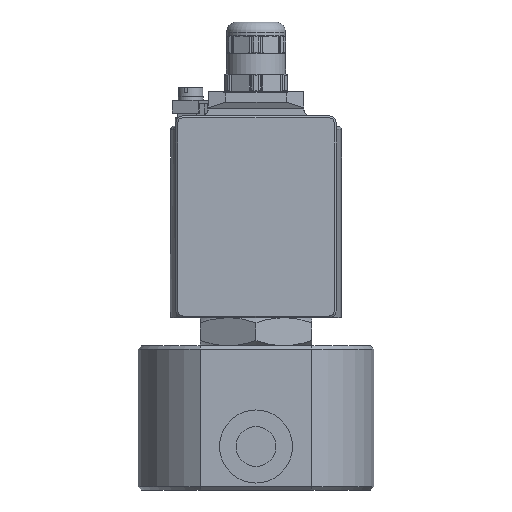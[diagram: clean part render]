
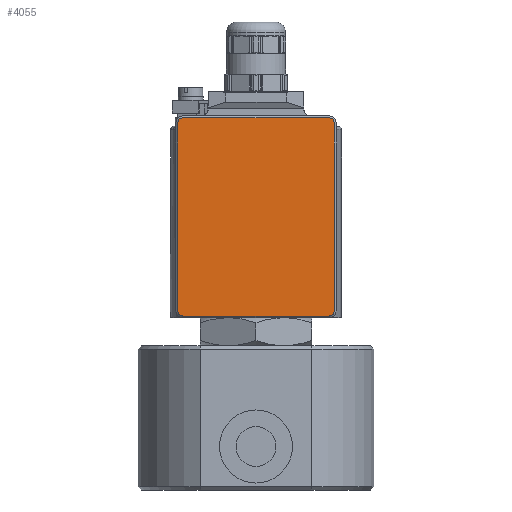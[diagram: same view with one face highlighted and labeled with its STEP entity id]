
A CAD part, front view. The second image highlights one B-rep face of the part: STEP entity #4055.
In plain terms, the highlighted planar face has unit normal (0, -1, 0).
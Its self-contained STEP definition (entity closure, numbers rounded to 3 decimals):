
#340=LINE('',#7783,#556);
#341=LINE('',#7787,#557);
#342=LINE('',#7791,#558);
#343=LINE('',#7795,#559);
#556=VECTOR('',#5387,54.);
#557=VECTOR('',#5390,42.);
#558=VECTOR('',#5393,54.);
#559=VECTOR('',#5396,42.);
#1026=PLANE('',#4438);
#1289=FACE_OUTER_BOUND('',#1560,.T.);
#1560=EDGE_LOOP('',(#3675,#3676,#3677,#3678,#3679,#3680,#3681,#3682));
#1718=CIRCLE('',#4439,1.5);
#1719=CIRCLE('',#4440,1.5);
#1720=CIRCLE('',#4441,1.5);
#1721=CIRCLE('',#4442,1.5);
#2063=VERTEX_POINT('',#7781);
#2064=VERTEX_POINT('',#7782);
#2065=VERTEX_POINT('',#7784);
#2066=VERTEX_POINT('',#7786);
#2067=VERTEX_POINT('',#7788);
#2068=VERTEX_POINT('',#7790);
#2069=VERTEX_POINT('',#7792);
#2070=VERTEX_POINT('',#7794);
#2606=EDGE_CURVE('',#2063,#2064,#340,.T.);
#2607=EDGE_CURVE('',#2065,#2063,#1718,.T.);
#2608=EDGE_CURVE('',#2066,#2065,#341,.T.);
#2609=EDGE_CURVE('',#2067,#2066,#1719,.T.);
#2610=EDGE_CURVE('',#2068,#2067,#342,.T.);
#2611=EDGE_CURVE('',#2069,#2068,#1720,.T.);
#2612=EDGE_CURVE('',#2070,#2069,#343,.T.);
#2613=EDGE_CURVE('',#2064,#2070,#1721,.T.);
#3675=ORIENTED_EDGE('',*,*,#2606,.F.);
#3676=ORIENTED_EDGE('',*,*,#2607,.F.);
#3677=ORIENTED_EDGE('',*,*,#2608,.F.);
#3678=ORIENTED_EDGE('',*,*,#2609,.F.);
#3679=ORIENTED_EDGE('',*,*,#2610,.F.);
#3680=ORIENTED_EDGE('',*,*,#2611,.F.);
#3681=ORIENTED_EDGE('',*,*,#2612,.F.);
#3682=ORIENTED_EDGE('',*,*,#2613,.F.);
#4055=ADVANCED_FACE('',(#1289),#1026,.F.);
#4438=AXIS2_PLACEMENT_3D('',#7780,#5385,#5386);
#4439=AXIS2_PLACEMENT_3D('',#7785,#5388,#5389);
#4440=AXIS2_PLACEMENT_3D('',#7789,#5391,#5392);
#4441=AXIS2_PLACEMENT_3D('',#7793,#5394,#5395);
#4442=AXIS2_PLACEMENT_3D('',#7796,#5397,#5398);
#5385=DIRECTION('center_axis',(0.,1.,0.));
#5386=DIRECTION('ref_axis',(0.,0.,1.));
#5387=DIRECTION('',(0.,0.,1.));
#5388=DIRECTION('center_axis',(0.,1.,0.));
#5389=DIRECTION('ref_axis',(0.,0.,
-1.));
#5390=DIRECTION('',(-1.,0.,0.));
#5391=DIRECTION('center_axis',(0.,1.,0.));
#5392=DIRECTION('ref_axis',(1.,0.,0.));
#5393=DIRECTION('',(0.,0.,-1.));
#5394=DIRECTION('center_axis',(0.,1.,0.));
#5395=DIRECTION('ref_axis',(0.,0.,
1.));
#5396=DIRECTION('',(1.,0.,0.));
#5397=DIRECTION('center_axis',(0.,1.,0.));
#5398=DIRECTION('ref_axis',(-1.,0.,0.));
#7780=CARTESIAN_POINT('Origin',(0.,-74.6,
66.));
#7781=CARTESIAN_POINT('',(-22.5,-74.6,39.));
#7782=CARTESIAN_POINT('',(-22.5,-74.6,93.));
#7783=CARTESIAN_POINT('',(-22.5,-74.6,79.5));
#7784=CARTESIAN_POINT('',(-21.,-74.6,37.5));
#7785=CARTESIAN_POINT('Origin',(-21.,-74.6,39.));
#7786=CARTESIAN_POINT('',(21.,-74.6,37.5));
#7787=CARTESIAN_POINT('',(-10.5,-74.6,37.5));
#7788=CARTESIAN_POINT('',(22.5,-74.6,39.));
#7789=CARTESIAN_POINT('Origin',(21.,-74.6,39.));
#7790=CARTESIAN_POINT('',(22.5,-74.6,93.));
#7791=CARTESIAN_POINT('',(22.5,-74.6,52.5));
#7792=CARTESIAN_POINT('',(21.,-74.6,94.5));
#7793=CARTESIAN_POINT('Origin',(21.,-74.6,93.));
#7794=CARTESIAN_POINT('',(-21.,-74.6,94.5));
#7795=CARTESIAN_POINT('',(10.5,-74.6,94.5));
#7796=CARTESIAN_POINT('Origin',(-21.,-74.6,93.));
